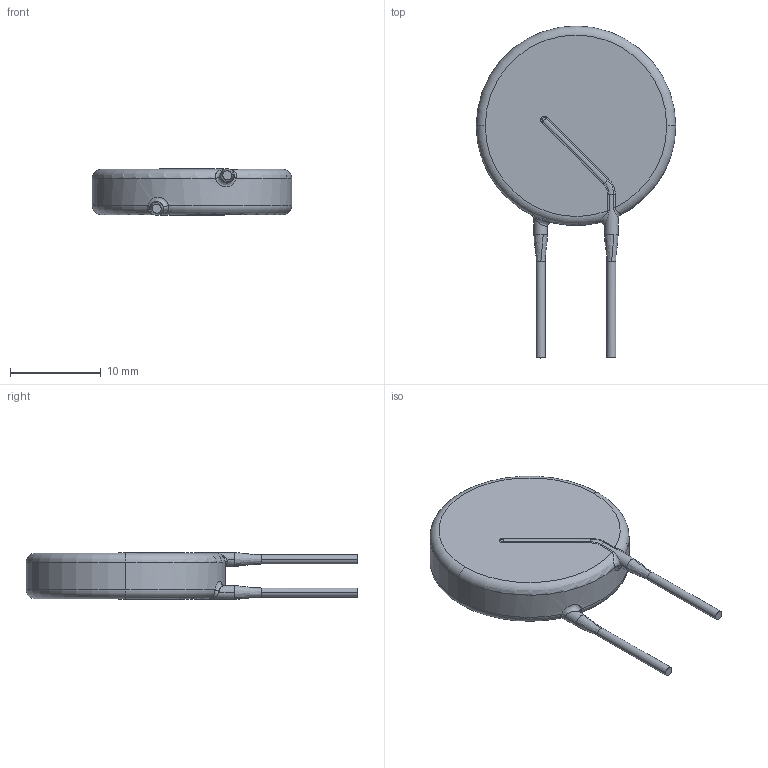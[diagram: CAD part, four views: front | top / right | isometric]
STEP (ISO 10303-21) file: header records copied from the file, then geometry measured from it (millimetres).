
FILE_DESCRIPTION (( 'STEP AP214' ), '1' );
FILE_NAME ('NTC_inrush_limiter_22x6_7.8.step', '2020-10-19T11:51:58+00:00', 'Stefan Hamminga', '', '', '', '');
FILE_SCHEMA (( 'AUTOMOTIVE_DESIGN' ));
Length unit declared in the file: millimetre
Products named in the file (1): NTC inrush limiter 22x6_7.8
Bounding box: 22 x 36.6 x 5.15 mm (x, y, z)
Volume: 1903.6 mm3; surface area: 1150.8 mm2
Topology: 1 solids, 1 shells, 52 faces, 130 edges, 78 vertices
Faces by surface type: cylinder 20, torus 16, bspline 10, plane 4, sphere 2
Entity records: 2260 total; most frequent: CARTESIAN_POINT 953, DIRECTION 272, ORIENTED_EDGE 252, EDGE_CURVE 126, AXIS2_PLACEMENT_3D 123, CIRCLE 80, VERTEX_POINT 76, ADVANCED_FACE 52
